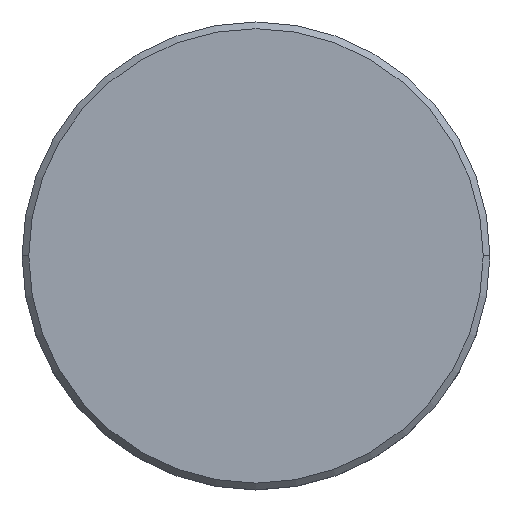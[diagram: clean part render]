
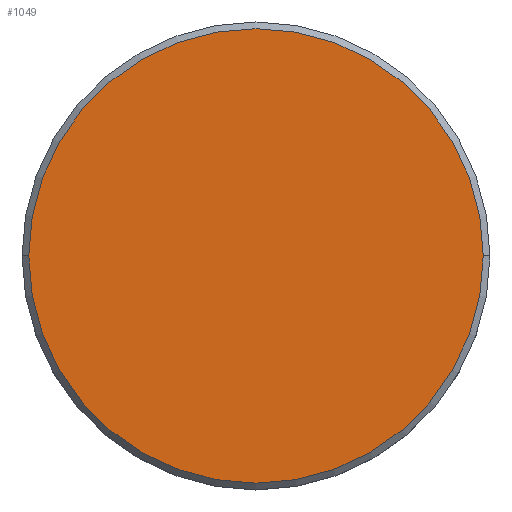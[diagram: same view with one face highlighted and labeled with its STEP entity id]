
A CAD part, top view. The second image highlights one B-rep face of the part: STEP entity #1049.
In plain terms, the highlighted planar face has unit normal (0, 0, 1).
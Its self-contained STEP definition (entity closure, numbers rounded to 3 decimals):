
#2 = AXIS2_PLACEMENT_3D ( 'NONE', #251, #794, #716 ) ;
#107 = DIRECTION ( 'NONE',  ( 1., 0., 0. ) ) ;
#196 = DIRECTION ( 'NONE',  ( 0., 0., 1. ) ) ;
#215 = DIRECTION ( 'NONE',  ( 1., 0., 0. ) ) ;
#251 = CARTESIAN_POINT ( 'NONE',  ( 0., 0., 0. ) ) ;
#344 = VERTEX_POINT ( 'NONE', #669 ) ;
#347 = AXIS2_PLACEMENT_3D ( 'NONE', #1136, #954, #215 ) ;
#391 = EDGE_CURVE ( 'NONE', #344, #903, #1051, .T. ) ;
#398 = AXIS2_PLACEMENT_3D ( 'NONE', #555, #196, #107 ) ;
#517 = CIRCLE ( 'NONE', #2, 17. ) ;
#523 = EDGE_CURVE ( 'NONE', #903, #344, #517, .T. ) ;
#555 = CARTESIAN_POINT ( 'NONE',  ( 0., 0., 0. ) ) ;
#566 = EDGE_LOOP ( 'NONE', ( #810, #1001 ) ) ;
#600 = CARTESIAN_POINT ( 'NONE',  ( -17., 0., 0. ) ) ;
#669 = CARTESIAN_POINT ( 'NONE',  ( 17., 0., 0. ) ) ;
#716 = DIRECTION ( 'NONE',  ( 1., 0., 0. ) ) ;
#794 = DIRECTION ( 'NONE',  ( 0., 0., 1. ) ) ;
#810 = ORIENTED_EDGE ( 'NONE', *, *, #523, .T. ) ;
#903 = VERTEX_POINT ( 'NONE', #600 ) ;
#904 = PLANE ( 'NONE',  #398 ) ;
#954 = DIRECTION ( 'NONE',  ( 0., 0., 1. ) ) ;
#1001 = ORIENTED_EDGE ( 'NONE', *, *, #391, .T. ) ;
#1021 = FACE_OUTER_BOUND ( 'NONE', #566, .T. ) ;
#1049 = ADVANCED_FACE ( 'NONE', ( #1021 ), #904, .T. ) ;
#1051 = CIRCLE ( 'NONE', #347, 17. ) ;
#1136 = CARTESIAN_POINT ( 'NONE',  ( 0., 0., 0. ) ) ;
